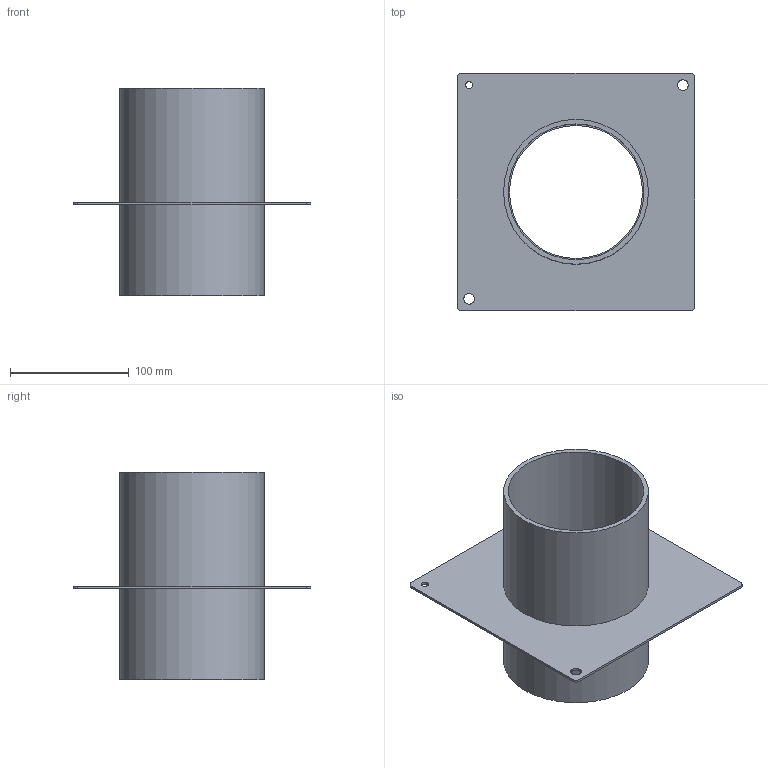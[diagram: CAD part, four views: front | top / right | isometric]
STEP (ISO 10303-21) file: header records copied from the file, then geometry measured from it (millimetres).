
FILE_DESCRIPTION(/* description */ (''),/* implementation_level */ '2;1');
FILE_NAME(/* name */ '52790_BWD40_175.stp',/* time_stamp */ '2017-09-18T09:51:50+02:00',/* author */ ('guzb562'),/* organization */ (''),/* preprocessor_version */ 'ST-DEVELOPER v16.1',/* originating_system */ 'Autodesk Inventor 2016',/* authorisation */ '');
FILE_SCHEMA (('AUTOMOTIVE_DESIGN { 1 0 10303 214 3 1 1 }'));
Length unit declared in the file: millimetre
Products named in the file (1): 52790_BWD40_175
Bounding box: 200 x 200 x 175 mm (x, y, z)
Volume: 307312.6 mm3; surface area: 190889.6 mm2
Topology: 1 solids, 1 shells, 227 faces, 597 edges, 398 vertices
Faces by surface type: plane 133, bspline 78, cylinder 16
Full cylindrical faces by diameter (mm): 6 x1, 9 x2, 112.004 x1, 114.3 x2, 122 x2
Entity records: 9786 total; most frequent: CARTESIAN_POINT 4664, ORIENTED_EDGE 1178, DIRECTION 765, EDGE_CURVE 589, LINE 401, VECTOR 401, VERTEX_POINT 398, EDGE_LOOP 269
